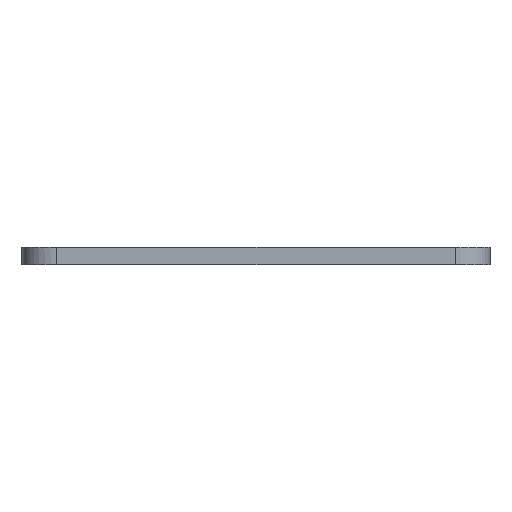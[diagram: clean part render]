
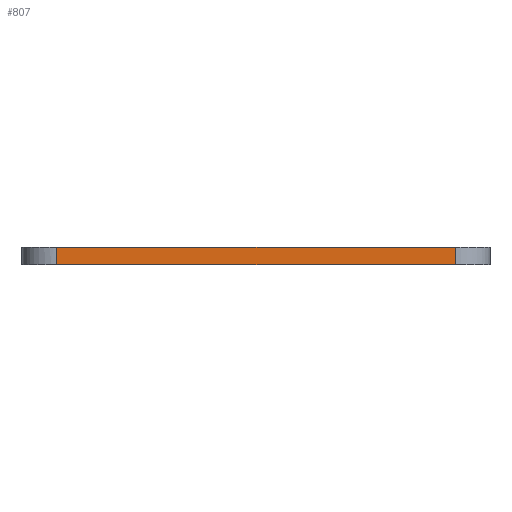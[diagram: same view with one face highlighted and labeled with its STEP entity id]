
A CAD part, left-side view. The second image highlights one B-rep face of the part: STEP entity #807.
In plain terms, the highlighted planar face has unit normal (-1, 0, 0).
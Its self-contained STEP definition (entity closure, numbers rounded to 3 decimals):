
#129=CARTESIAN_POINT('Vertex',(-67.,57.,5.)) ;
#132=CARTESIAN_POINT('Line Origine',(-67.,0.,5.)) ;
#136=CARTESIAN_POINT('Vertex',(-67.,-57.,5.)) ;
#497=CARTESIAN_POINT('Vertex',(-67.,-57.,0.)) ;
#500=CARTESIAN_POINT('Line Origine',(-67.,0.,0.)) ;
#504=CARTESIAN_POINT('Vertex',(-67.,57.,0.)) ;
#779=CARTESIAN_POINT('Line Origine',(-67.,-57.,2.5)) ;
#791=CARTESIAN_POINT('Axis2P3D Location',(-67.,57.,0.)) ;
#796=CARTESIAN_POINT('Line Origine',(-67.,57.,2.5)) ;
#133=DIRECTION('Vector Direction',(0.,1.,0.)) ;
#501=DIRECTION('Vector Direction',(0.,-1.,0.)) ;
#780=DIRECTION('Vector Direction',(0.,0.,1.)) ;
#792=DIRECTION('Axis2P3D Direction',(-1.,0.,0.)) ;
#793=DIRECTION('Axis2P3D XDirection',(0.,-1.,0.)) ;
#797=DIRECTION('Vector Direction',(0.,0.,-1.)) ;
#794=AXIS2_PLACEMENT_3D('Plane Axis2P3D',#791,#792,#793) ;
#802=ORIENTED_EDGE('',*,*,#506,.T.) ;
#803=ORIENTED_EDGE('',*,*,#783,.T.) ;
#804=ORIENTED_EDGE('',*,*,#138,.F.) ;
#805=ORIENTED_EDGE('',*,*,#800,.F.) ;
#134=VECTOR('Line Direction',#133,1.) ;
#502=VECTOR('Line Direction',#501,1.) ;
#781=VECTOR('Line Direction',#780,1.) ;
#798=VECTOR('Line Direction',#797,1.) ;
#807=ADVANCED_FACE('PartBody',(#806),#795,.T.) ;
#138=EDGE_CURVE('',#130,#137,#135,.F.) ;
#506=EDGE_CURVE('',#505,#498,#503,.T.) ;
#783=EDGE_CURVE('',#498,#137,#782,.T.) ;
#800=EDGE_CURVE('',#505,#130,#799,.F.) ;
#801=EDGE_LOOP('',(#802,#803,#804,#805)) ;
#806=FACE_OUTER_BOUND('',#801,.T.) ;
#135=LINE('Line',#132,#134) ;
#503=LINE('Line',#500,#502) ;
#782=LINE('Line',#779,#781) ;
#799=LINE('Line',#796,#798) ;
#795=PLANE('',#794) ;
#130=VERTEX_POINT('',#129) ;
#137=VERTEX_POINT('',#136) ;
#498=VERTEX_POINT('',#497) ;
#505=VERTEX_POINT('',#504) ;
